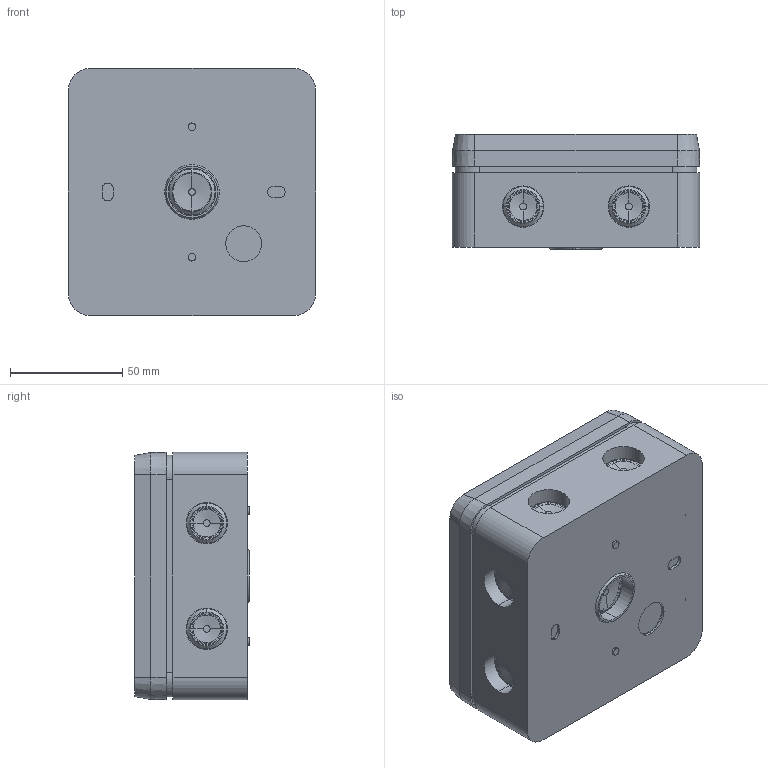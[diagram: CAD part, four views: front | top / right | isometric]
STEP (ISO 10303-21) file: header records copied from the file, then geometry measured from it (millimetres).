
FILE_DESCRIPTION (( 'STEP AP214' ), '1' );
FILE_NAME ('2001853.stp', '2020-12-01T14:07:58', ( '' ), ( '' ), 'SwSTEP 2.0', 'SolidWorks 2020', '' );
FILE_SCHEMA (( 'AUTOMOTIVE_DESIGN' ));
Length unit declared in the file: millimetre
Products named in the file (8): ED170-05_LGR; 2001853; ED170-02_LGR; ED170-01-02_M20; ED170-01_M20; EV535-16_Standard; ED170-04_Standard; ED170-01-01_M20
Assembly tree (10 placements, depth 3):
  2001853
    ED170-01_M20
      ED170-01-01_M20
      ED170-01-02_M20
    ED170-02_LGR
    ED170-04_Standard
    ED170-05_LGR  x4
    EV535-16_Standard
Bounding box: 110 x 51.1 x 110 mm (x, y, z)
Volume: 174222.3 mm3; surface area: 127406.3 mm2
Topology: 27 solids, 27 shells, 976 faces, 2391 edges, 1564 vertices
Faces by surface type: plane 554, cylinder 297, cone 96, bspline 23, sphere 6
Entity records: 28705 total; most frequent: CARTESIAN_POINT 5328, DIRECTION 4836, ORIENTED_EDGE 4674, EDGE_CURVE 2337, AXIS2_PLACEMENT_3D 1668, VERTEX_POINT 1528, LINE 1500, VECTOR 1500
